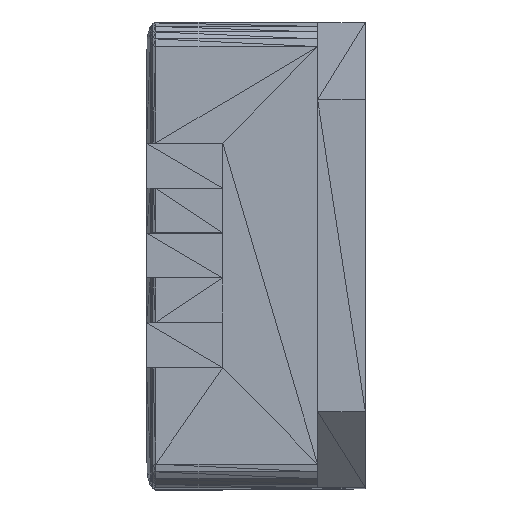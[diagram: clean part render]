
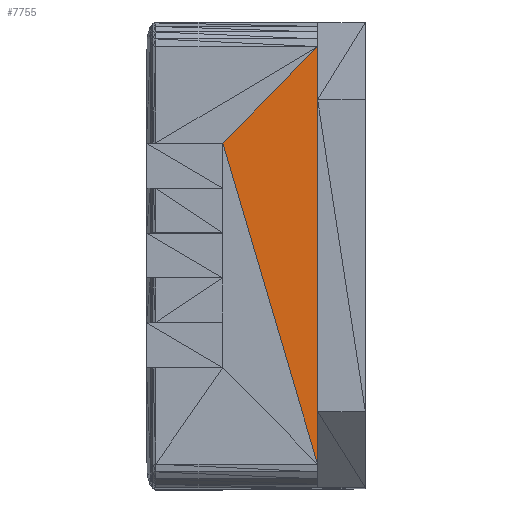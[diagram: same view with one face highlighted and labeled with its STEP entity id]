
A CAD part, top view. The second image highlights one B-rep face of the part: STEP entity #7755.
In plain terms, the highlighted planar face has unit normal (0, 0, 1).
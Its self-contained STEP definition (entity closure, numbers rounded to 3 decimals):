
#7252 = VERTEX_POINT('',#7253);
#7253 = CARTESIAN_POINT('',(-62.132,-406.854,
    16.104));
#7383 = PLANE('',#7384);
#7384 = AXIS2_PLACEMENT_3D('',#7385,#7386,#7387);
#7385 = CARTESIAN_POINT('',(-61.104,-412.203,
    16.104));
#7386 = DIRECTION('',(0.,0.,1.));
#7387 = DIRECTION('',(1.,0.,-0.));
#7592 = EDGE_CURVE('',#7593,#7252,#7595,.T.);
#7593 = VERTEX_POINT('',#7594);
#7594 = CARTESIAN_POINT('',(-59.093,-417.152,
    16.104));
#7595 = SURFACE_CURVE('',#7596,(#7600,#7607),.PCURVE_S1.);
#7596 = LINE('',#7597,#7598);
#7597 = CARTESIAN_POINT('',(-59.093,-417.152,
    16.104));
#7598 = VECTOR('',#7599,1.);
#7599 = DIRECTION('',(-0.283,0.959,0.));
#7600 = PCURVE('',#7383,#7601);
#7601 = DEFINITIONAL_REPRESENTATION('',(#7602),#7606);
#7602 = LINE('',#7603,#7604);
#7603 = CARTESIAN_POINT('',(2.011,-4.949));
#7604 = VECTOR('',#7605,1.);
#7605 = DIRECTION('',(-0.283,0.959));
#7606 = ( GEOMETRIC_REPRESENTATION_CONTEXT(2) 
PARAMETRIC_REPRESENTATION_CONTEXT() REPRESENTATION_CONTEXT('2D SPACE',''
  ) );
#7607 = PCURVE('',#7608,#7613);
#7608 = PLANE('',#7609);
#7609 = AXIS2_PLACEMENT_3D('',#7610,#7611,#7612);
#7610 = CARTESIAN_POINT('',(-59.898,-410.253,
    16.104));
#7611 = DIRECTION('',(0.,0.,1.));
#7612 = DIRECTION('',(1.,0.,-0.));
#7613 = DEFINITIONAL_REPRESENTATION('',(#7614),#7618);
#7614 = LINE('',#7615,#7616);
#7615 = CARTESIAN_POINT('',(0.805,-6.899));
#7616 = VECTOR('',#7617,1.);
#7617 = DIRECTION('',(-0.283,0.959));
#7618 = ( GEOMETRIC_REPRESENTATION_CONTEXT(2) 
PARAMETRIC_REPRESENTATION_CONTEXT() REPRESENTATION_CONTEXT('2D SPACE',''
  ) );
#7755 = ADVANCED_FACE('',(#7756),#7608,.T.);
#7756 = FACE_BOUND('',#7757,.T.);
#7757 = EDGE_LOOP('',(#7758,#7759,#7787));
#7758 = ORIENTED_EDGE('',*,*,#7592,.F.);
#7759 = ORIENTED_EDGE('',*,*,#7760,.T.);
#7760 = EDGE_CURVE('',#7593,#7761,#7763,.T.);
#7761 = VERTEX_POINT('',#7762);
#7762 = CARTESIAN_POINT('',(-59.093,-403.755,
    16.104));
#7763 = SURFACE_CURVE('',#7764,(#7768,#7775),.PCURVE_S1.);
#7764 = LINE('',#7765,#7766);
#7765 = CARTESIAN_POINT('',(-59.093,-417.152,
    16.104));
#7766 = VECTOR('',#7767,1.);
#7767 = DIRECTION('',(0.,1.,0.));
#7768 = PCURVE('',#7608,#7769);
#7769 = DEFINITIONAL_REPRESENTATION('',(#7770),#7774);
#7770 = LINE('',#7771,#7772);
#7771 = CARTESIAN_POINT('',(0.805,-6.899));
#7772 = VECTOR('',#7773,1.);
#7773 = DIRECTION('',(0.,1.));
#7774 = ( GEOMETRIC_REPRESENTATION_CONTEXT(2) 
PARAMETRIC_REPRESENTATION_CONTEXT() REPRESENTATION_CONTEXT('2D SPACE',''
  ) );
#7775 = PCURVE('',#7776,#7781);
#7776 = PLANE('',#7777);
#7777 = AXIS2_PLACEMENT_3D('',#7778,#7779,#7780);
#7778 = CARTESIAN_POINT('',(-59.093,-411.098,
    17.538));
#7779 = DIRECTION('',(-1.,-0.,-0.));
#7780 = DIRECTION('',(0.,0.,-1.));
#7781 = DEFINITIONAL_REPRESENTATION('',(#7782),#7786);
#7782 = LINE('',#7783,#7784);
#7783 = CARTESIAN_POINT('',(1.434,6.054));
#7784 = VECTOR('',#7785,1.);
#7785 = DIRECTION('',(0.,-1.));
#7786 = ( GEOMETRIC_REPRESENTATION_CONTEXT(2) 
PARAMETRIC_REPRESENTATION_CONTEXT() REPRESENTATION_CONTEXT('2D SPACE',''
  ) );
#7787 = ORIENTED_EDGE('',*,*,#7788,.F.);
#7788 = EDGE_CURVE('',#7252,#7761,#7789,.T.);
#7789 = SURFACE_CURVE('',#7790,(#7794,#7801),.PCURVE_S1.);
#7790 = LINE('',#7791,#7792);
#7791 = CARTESIAN_POINT('',(-62.132,-406.854,
    16.104));
#7792 = VECTOR('',#7793,1.);
#7793 = DIRECTION('',(0.7,0.714,0.));
#7794 = PCURVE('',#7608,#7795);
#7795 = DEFINITIONAL_REPRESENTATION('',(#7796),#7800);
#7796 = LINE('',#7797,#7798);
#7797 = CARTESIAN_POINT('',(-2.235,3.399));
#7798 = VECTOR('',#7799,1.);
#7799 = DIRECTION('',(0.7,0.714));
#7800 = ( GEOMETRIC_REPRESENTATION_CONTEXT(2) 
PARAMETRIC_REPRESENTATION_CONTEXT() REPRESENTATION_CONTEXT('2D SPACE',''
  ) );
#7801 = PCURVE('',#7802,#7807);
#7802 = PLANE('',#7803);
#7803 = AXIS2_PLACEMENT_3D('',#7804,#7805,#7806);
#7804 = CARTESIAN_POINT('',(-61.578,-405.57,
    16.104));
#7805 = DIRECTION('',(0.,0.,1.));
#7806 = DIRECTION('',(1.,0.,-0.));
#7807 = DEFINITIONAL_REPRESENTATION('',(#7808),#7812);
#7808 = LINE('',#7809,#7810);
#7809 = CARTESIAN_POINT('',(-0.554,-1.283));
#7810 = VECTOR('',#7811,1.);
#7811 = DIRECTION('',(0.7,0.714));
#7812 = ( GEOMETRIC_REPRESENTATION_CONTEXT(2) 
PARAMETRIC_REPRESENTATION_CONTEXT() REPRESENTATION_CONTEXT('2D SPACE',''
  ) );
